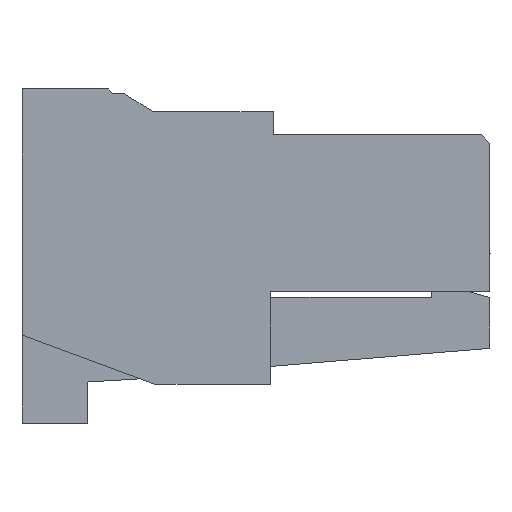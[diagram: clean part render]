
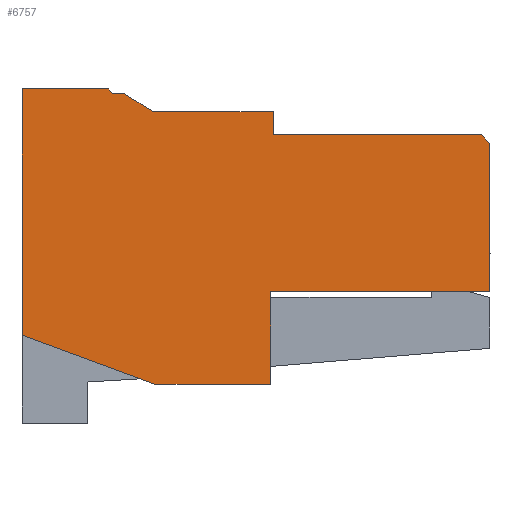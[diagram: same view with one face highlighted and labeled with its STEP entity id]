
A CAD part, left-side view. The second image highlights one B-rep face of the part: STEP entity #6757.
In plain terms, the highlighted planar face has unit normal (-1, 0, 0).
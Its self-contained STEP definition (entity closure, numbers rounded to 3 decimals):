
#13 = CARTESIAN_POINT ( 'NONE',  ( -1.875, -1.6, -0.28 ) ) ;
#95 = ORIENTED_EDGE ( 'NONE', *, *, #1878, .F. ) ;
#162 = ORIENTED_EDGE ( 'NONE', *, *, #3158, .F. ) ;
#167 = LINE ( 'NONE', #673, #834 ) ;
#168 = EDGE_CURVE ( 'NONE', #5989, #1741, #3511, .T. ) ;
#418 = VERTEX_POINT ( 'NONE', #13 ) ;
#512 = LINE ( 'NONE', #3201, #4501 ) ;
#578 = VERTEX_POINT ( 'NONE', #7097 ) ;
#583 = LINE ( 'NONE', #3889, #2256 ) ;
#673 = CARTESIAN_POINT ( 'NONE',  ( -1.875, -1., -2.47 ) ) ;
#768 = ORIENTED_EDGE ( 'NONE', *, *, #4560, .F. ) ;
#807 = VERTEX_POINT ( 'NONE', #3918 ) ;
#822 = DIRECTION ( 'NONE',  ( 0., -0.707, -0.707 ) ) ;
#834 = VECTOR ( 'NONE', #3468, 1000. ) ;
#843 = CARTESIAN_POINT ( 'NONE',  ( -1.875, -1.25, -0.06 ) ) ;
#935 = CARTESIAN_POINT ( 'NONE',  ( -1.875, -1.05, 0. ) ) ;
#949 = FACE_OUTER_BOUND ( 'NONE', #4138, .T. ) ;
#968 = CARTESIAN_POINT ( 'NONE',  ( -1.875, 0., 0. ) ) ;
#984 = DIRECTION ( 'NONE',  ( 0., 0.938, 0.345 ) ) ;
#1098 = VERTEX_POINT ( 'NONE', #2888 ) ;
#1165 = EDGE_CURVE ( 'NONE', #3973, #2254, #512, .T. ) ;
#1187 = EDGE_CURVE ( 'NONE', #1544, #4004, #2661, .T. ) ;
#1189 = CARTESIAN_POINT ( 'NONE',  ( -1.875, -3.06, -0.56 ) ) ;
#1311 = VECTOR ( 'NONE', #4619, 1000. ) ;
#1366 = CARTESIAN_POINT ( 'NONE',  ( -1.875, -5.6, -0.56 ) ) ;
#1406 = VERTEX_POINT ( 'NONE', #4234 ) ;
#1455 = EDGE_CURVE ( 'NONE', #2254, #6215, #1583, .T. ) ;
#1512 = CARTESIAN_POINT ( 'NONE',  ( -1.875, 0., -3. ) ) ;
#1544 = VERTEX_POINT ( 'NONE', #2403 ) ;
#1583 = LINE ( 'NONE', #6655, #5883 ) ;
#1741 = VERTEX_POINT ( 'NONE', #4667 ) ;
#1858 = ORIENTED_EDGE ( 'NONE', *, *, #1455, .F. ) ;
#1871 = LINE ( 'NONE', #1189, #4857 ) ;
#1878 = EDGE_CURVE ( 'NONE', #6567, #3973, #167, .T. ) ;
#1908 = AXIS2_PLACEMENT_3D ( 'NONE', #4105, #3532, #2529 ) ;
#1997 = PLANE ( 'NONE',  #1908 ) ;
#2058 = DIRECTION ( 'NONE',  ( 0., -0.64, -0.768 ) ) ;
#2065 = DIRECTION ( 'NONE',  ( 0., -1., 0. ) ) ;
#2215 = DIRECTION ( 'NONE',  ( 0., 0., -1. ) ) ;
#2254 = VERTEX_POINT ( 'NONE', #6589 ) ;
#2256 = VECTOR ( 'NONE', #6666, 1000. ) ;
#2401 = ORIENTED_EDGE ( 'NONE', *, *, #1165, .F. ) ;
#2403 = CARTESIAN_POINT ( 'NONE',  ( -1.875, -1.1, -0.06 ) ) ;
#2504 = CARTESIAN_POINT ( 'NONE',  ( -1.875, -1.6, -0.28 ) ) ;
#2518 = CARTESIAN_POINT ( 'NONE',  ( -1.875, -1.6, -0.28 ) ) ;
#2529 = DIRECTION ( 'NONE',  ( 0., 0., 1. ) ) ;
#2577 = DIRECTION ( 'NONE',  ( 0., -1., 0. ) ) ;
#2615 = DIRECTION ( 'NONE',  ( 0., 0., 1. ) ) ;
#2661 = LINE ( 'NONE', #6990, #6461 ) ;
#2777 = LINE ( 'NONE', #968, #3243 ) ;
#2793 = CARTESIAN_POINT ( 'NONE',  ( -1.875, -1.63, -3.6 ) ) ;
#2799 = DIRECTION ( 'NONE',  ( 0., 1., 0. ) ) ;
#2888 = CARTESIAN_POINT ( 'NONE',  ( -1.875, -5.7, -0.66 ) ) ;
#2895 = CARTESIAN_POINT ( 'NONE',  ( -1.875, -3.06, -0.28 ) ) ;
#2938 = EDGE_CURVE ( 'NONE', #4004, #418, #6765, .T. ) ;
#3158 = EDGE_CURVE ( 'NONE', #1406, #1544, #6412, .T. ) ;
#3201 = CARTESIAN_POINT ( 'NONE',  ( -1.875, -3.03, -3.6 ) ) ;
#3243 = VECTOR ( 'NONE', #2615, 1000. ) ;
#3468 = DIRECTION ( 'NONE',  ( 0., 1., 0. ) ) ;
#3511 = LINE ( 'NONE', #2895, #1311 ) ;
#3532 = DIRECTION ( 'NONE',  ( -1., 0., 0. ) ) ;
#3540 = LINE ( 'NONE', #2504, #3956 ) ;
#3584 = CARTESIAN_POINT ( 'NONE',  ( -1.875, -3.06, -0.28 ) ) ;
#3676 = ORIENTED_EDGE ( 'NONE', *, *, #6987, .F. ) ;
#3738 = EDGE_CURVE ( 'NONE', #1741, #3902, #1871, .T. ) ;
#3889 = CARTESIAN_POINT ( 'NONE',  ( -1.875, 0., 0. ) ) ;
#3902 = VERTEX_POINT ( 'NONE', #4443 ) ;
#3918 = CARTESIAN_POINT ( 'NONE',  ( -1.875, 0., -3. ) ) ;
#3956 = VECTOR ( 'NONE', #2577, 1000. ) ;
#3973 = VERTEX_POINT ( 'NONE', #6316 ) ;
#4003 = ORIENTED_EDGE ( 'NONE', *, *, #2938, .F. ) ;
#4004 = VERTEX_POINT ( 'NONE', #843 ) ;
#4096 = DIRECTION ( 'NONE',  ( 0., -0.847, -0.532 ) ) ;
#4105 = CARTESIAN_POINT ( 'NONE',  ( -1.875, 0., 0. ) ) ;
#4125 = LINE ( 'NONE', #1366, #5102 ) ;
#4138 = EDGE_LOOP ( 'NONE', ( #3676, #768, #4464, #1858, #2401, #95, #5123, #4935, #4585, #6865, #5077, #4003, #7009, #162 ) ) ;
#4234 = CARTESIAN_POINT ( 'NONE',  ( -1.875, -1.05, 0. ) ) ;
#4301 = VECTOR ( 'NONE', #984, 1000. ) ;
#4443 = CARTESIAN_POINT ( 'NONE',  ( -1.875, -5.6, -0.56 ) ) ;
#4464 = ORIENTED_EDGE ( 'NONE', *, *, #5600, .F. ) ;
#4501 = VECTOR ( 'NONE', #6489, 1000. ) ;
#4560 = EDGE_CURVE ( 'NONE', #807, #578, #2777, .T. ) ;
#4585 = ORIENTED_EDGE ( 'NONE', *, *, #3738, .F. ) ;
#4619 = DIRECTION ( 'NONE',  ( 0., 0., -1. ) ) ;
#4667 = CARTESIAN_POINT ( 'NONE',  ( -1.875, -3.06, -0.56 ) ) ;
#4857 = VECTOR ( 'NONE', #6115, 1000. ) ;
#4935 = ORIENTED_EDGE ( 'NONE', *, *, #5256, .F. ) ;
#5077 = ORIENTED_EDGE ( 'NONE', *, *, #6415, .F. ) ;
#5102 = VECTOR ( 'NONE', #822, 1000. ) ;
#5123 = ORIENTED_EDGE ( 'NONE', *, *, #6508, .F. ) ;
#5256 = EDGE_CURVE ( 'NONE', #3902, #1098, #4125, .T. ) ;
#5403 = LINE ( 'NONE', #6536, #5682 ) ;
#5551 = VECTOR ( 'NONE', #4096, 1000. ) ;
#5600 = EDGE_CURVE ( 'NONE', #6215, #807, #6303, .T. ) ;
#5682 = VECTOR ( 'NONE', #2215, 1000. ) ;
#5883 = VECTOR ( 'NONE', #2799, 1000. ) ;
#5989 = VERTEX_POINT ( 'NONE', #3584 ) ;
#5997 = VECTOR ( 'NONE', #2058, 1000. ) ;
#6115 = DIRECTION ( 'NONE',  ( 0., -1., 0. ) ) ;
#6215 = VERTEX_POINT ( 'NONE', #2793 ) ;
#6303 = LINE ( 'NONE', #1512, #4301 ) ;
#6316 = CARTESIAN_POINT ( 'NONE',  ( -1.875, -3.03, -2.47 ) ) ;
#6412 = LINE ( 'NONE', #935, #5997 ) ;
#6415 = EDGE_CURVE ( 'NONE', #418, #5989, #3540, .T. ) ;
#6461 = VECTOR ( 'NONE', #2065, 1000. ) ;
#6489 = DIRECTION ( 'NONE',  ( 0., 0., -1. ) ) ;
#6508 = EDGE_CURVE ( 'NONE', #1098, #6567, #5403, .T. ) ;
#6536 = CARTESIAN_POINT ( 'NONE',  ( -1.875, -5.7, -0.66 ) ) ;
#6567 = VERTEX_POINT ( 'NONE', #7036 ) ;
#6589 = CARTESIAN_POINT ( 'NONE',  ( -1.875, -3.03, -3.6 ) ) ;
#6655 = CARTESIAN_POINT ( 'NONE',  ( -1.875, -1.63, -3.6 ) ) ;
#6666 = DIRECTION ( 'NONE',  ( 0., -1., 0. ) ) ;
#6757 = ADVANCED_FACE ( 'NONE', ( #949 ), #1997, .T. ) ;
#6765 = LINE ( 'NONE', #2518, #5551 ) ;
#6865 = ORIENTED_EDGE ( 'NONE', *, *, #168, .F. ) ;
#6987 = EDGE_CURVE ( 'NONE', #578, #1406, #583, .T. ) ;
#6990 = CARTESIAN_POINT ( 'NONE',  ( -1.875, -1.1, -0.06 ) ) ;
#7009 = ORIENTED_EDGE ( 'NONE', *, *, #1187, .F. ) ;
#7036 = CARTESIAN_POINT ( 'NONE',  ( -1.875, -5.7, -2.47 ) ) ;
#7097 = CARTESIAN_POINT ( 'NONE',  ( -1.875, 0., 0. ) ) ;
